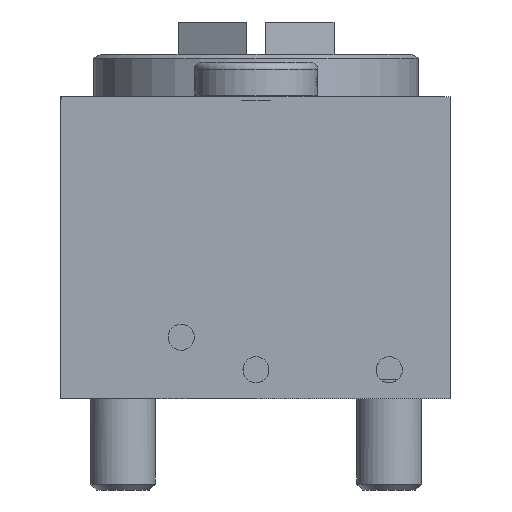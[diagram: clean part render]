
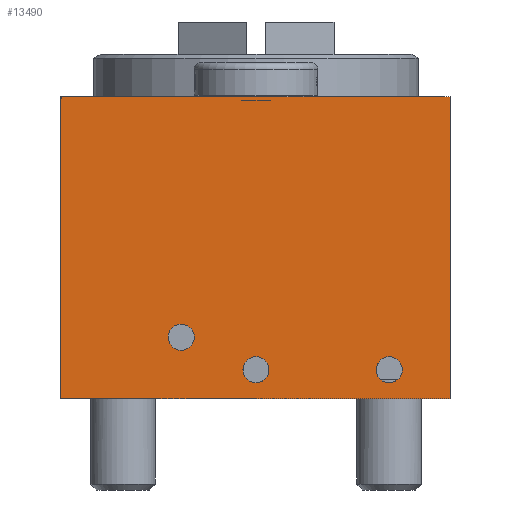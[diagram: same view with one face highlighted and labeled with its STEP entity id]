
A CAD part, left-side view. The second image highlights one B-rep face of the part: STEP entity #13490.
In plain terms, the highlighted planar face has unit normal (-1, 0, 0).
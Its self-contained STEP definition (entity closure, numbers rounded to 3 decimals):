
#225=PLANE('',#14257);
#1009=LINE('',#18256,#1774);
#1012=LINE('',#18586,#1777);
#1013=LINE('',#18588,#1778);
#1014=LINE('',#18590,#1779);
#1774=VECTOR('',#15290,1000.);
#1777=VECTOR('',#15311,1000.);
#1778=VECTOR('',#15312,1000.);
#1779=VECTOR('',#15313,1000.);
#2677=ORIENTED_EDGE('',*,*,#5463,.T.);
#2678=ORIENTED_EDGE('',*,*,#5464,.T.);
#2679=ORIENTED_EDGE('',*,*,#5465,.T.);
#2680=ORIENTED_EDGE('',*,*,#5466,.T.);
#2681=ORIENTED_EDGE('',*,*,#5425,.F.);
#2682=ORIENTED_EDGE('',*,*,#5467,.F.);
#2683=ORIENTED_EDGE('',*,*,#5468,.T.);
#5425=EDGE_CURVE('',#6815,#6812,#1009,.T.);
#5463=EDGE_CURVE('',#6853,#6853,#7733,.T.);
#5464=EDGE_CURVE('',#6854,#6854,#7734,.T.);
#5465=EDGE_CURVE('',#6855,#6855,#7735,.T.);
#5466=EDGE_CURVE('',#6856,#6812,#1012,.T.);
#5467=EDGE_CURVE('',#6857,#6815,#1013,.T.);
#5468=EDGE_CURVE('',#6857,#6856,#1014,.T.);
#6812=VERTEX_POINT('',#18250);
#6815=VERTEX_POINT('',#18255);
#6853=VERTEX_POINT('',#18580);
#6854=VERTEX_POINT('',#18583);
#6855=VERTEX_POINT('',#18585);
#6856=VERTEX_POINT('',#18587);
#6857=VERTEX_POINT('',#18589);
#7733=CIRCLE('',#14256,2.);
#7734=CIRCLE('',#14258,2.);
#7735=CIRCLE('',#14259,2.);
#8070=EDGE_LOOP('',(#2677));
#8071=EDGE_LOOP('',(#2678));
#8072=EDGE_LOOP('',(#2679));
#8073=EDGE_LOOP('',(#2680,#2681,#2682,#2683));
#8905=FACE_BOUND('',#8070,.T.);
#8906=FACE_BOUND('',#8071,.T.);
#8907=FACE_BOUND('',#8072,.T.);
#8908=FACE_BOUND('',#8073,.T.);
#13490=ADVANCED_FACE('',(#8905,#8906,#8907,#8908),#225,.F.);
#14256=AXIS2_PLACEMENT_3D('',#18579,#15303,#15304);
#14257=AXIS2_PLACEMENT_3D('',#18581,#15305,#15306);
#14258=AXIS2_PLACEMENT_3D('',#18582,#15307,#15308);
#14259=AXIS2_PLACEMENT_3D('',#18584,#15309,#15310);
#15290=DIRECTION('',(0.,-1.,0.));
#15303=DIRECTION('',(1.,0.,0.));
#15304=DIRECTION('',(0.,0.,1.));
#15305=DIRECTION('',(1.,0.,0.));
#15306=DIRECTION('',(0.,0.,-1.));
#15307=DIRECTION('',(1.,0.,0.));
#15308=DIRECTION('',(0.,0.,1.));
#15309=DIRECTION('',(1.,0.,0.));
#15310=DIRECTION('',(0.,0.,1.));
#15311=DIRECTION('',(0.,0.,1.));
#15312=DIRECTION('',(0.,0.,1.));
#15313=DIRECTION('',(0.,-1.,0.));
#18250=CARTESIAN_POINT('',(0.,0.,0.));
#18255=CARTESIAN_POINT('',(0.,60.,0.));
#18256=CARTESIAN_POINT('',(0.,60.,0.));
#18579=CARTESIAN_POINT('',(0.,9.5,-42.));
#18580=CARTESIAN_POINT('',(0.,9.5,-40.));
#18581=CARTESIAN_POINT('',(0.,60.,-46.5));
#18582=CARTESIAN_POINT('',(0.,30.,-42.));
#18583=CARTESIAN_POINT('',(0.,30.,-40.));
#18584=CARTESIAN_POINT('',(0.,41.501,-37.));
#18585=CARTESIAN_POINT('',(0.,41.501,-35.));
#18586=CARTESIAN_POINT('',(0.,0.,-46.5));
#18587=CARTESIAN_POINT('',(0.,0.,-46.5));
#18588=CARTESIAN_POINT('',(0.,60.,-46.5));
#18589=CARTESIAN_POINT('',(0.,60.,-46.5));
#18590=CARTESIAN_POINT('',(0.,60.,-46.5));
